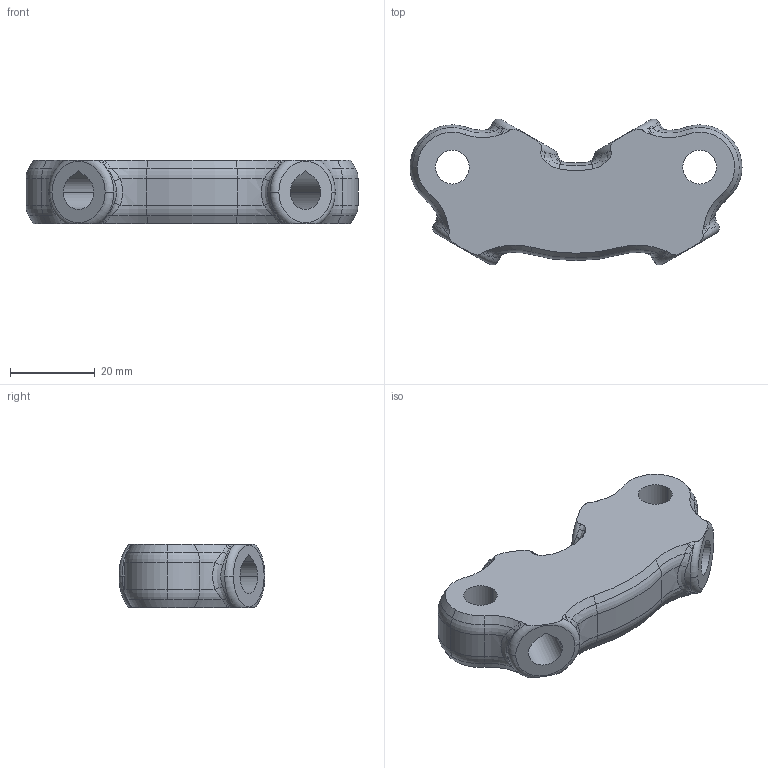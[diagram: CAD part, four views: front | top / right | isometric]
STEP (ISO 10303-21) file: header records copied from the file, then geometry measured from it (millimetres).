
FILE_DESCRIPTION (( 'STEP AP203' ), '1' );
FILE_NAME ('Eckertech-Vertex_x2.STEP', '2012-07-31T21:05:06', ( '' ), ( '' ), 'SwSTEP 2.0', 'SolidWorks 2012', '' );
FILE_SCHEMA (( 'CONFIG_CONTROL_DESIGN' ));
Length unit declared in the file: millimetre
Products named in the file (1): Eckertech-Vertex_x2
Bounding box: 78.5 x 34.51 x 15 mm (x, y, z)
Volume: 24378.9 mm3; surface area: 8648.7 mm2
Topology: 1 solids, 1 shells, 190 faces, 465 edges, 277 vertices
Faces by surface type: bspline 72, cone 38, torus 36, cylinder 34, plane 10
Entity records: 7079 total; most frequent: CARTESIAN_POINT 2990, ORIENTED_EDGE 930, DIRECTION 756, EDGE_CURVE 465, AXIS2_PLACEMENT_3D 345, VERTEX_POINT 277, CIRCLE 226, EDGE_LOOP 198
